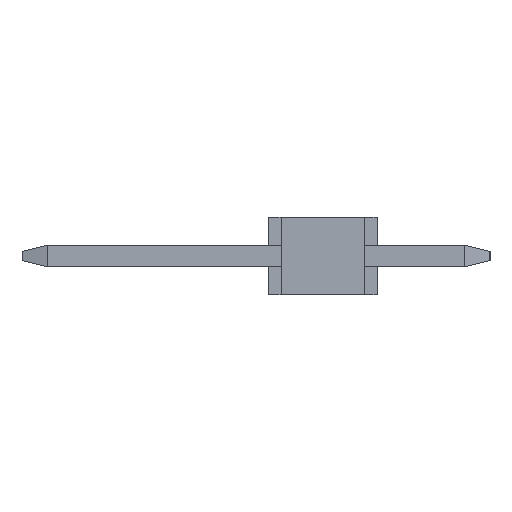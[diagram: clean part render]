
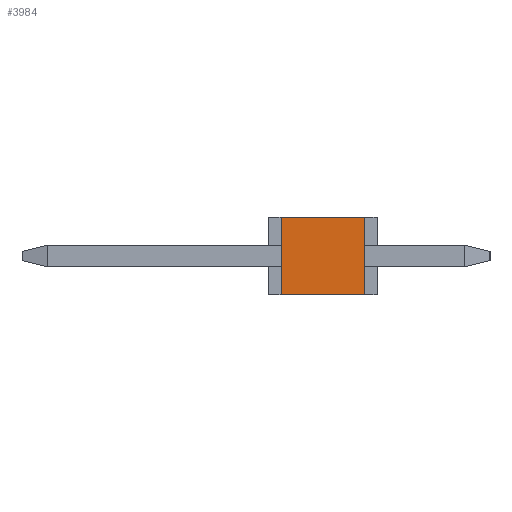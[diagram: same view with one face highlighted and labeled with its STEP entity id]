
A CAD part, left-side view. The second image highlights one B-rep face of the part: STEP entity #3984.
In plain terms, the highlighted planar face has unit normal (-1, 0, 0).
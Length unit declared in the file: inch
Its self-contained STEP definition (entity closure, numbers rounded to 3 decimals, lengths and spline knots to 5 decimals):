
#1=DIRECTION('',(0.,0.,-1.));
#2=VECTOR('',#1,0.093);
#3=CARTESIAN_POINT('',(-0.595,0.05,0.0465));
#4=LINE('',#3,#2);
#5=DIRECTION('',(0.,-1.,0.));
#6=VECTOR('',#5,0.1);
#7=CARTESIAN_POINT('',(-0.595,0.05,0.0465));
#8=LINE('',#7,#6);
#9=DIRECTION('',(0.,0.,-1.));
#10=VECTOR('',#9,0.093);
#11=CARTESIAN_POINT('',(-0.595,-0.05,0.0465));
#12=LINE('',#11,#10);
#13=DIRECTION('',(0.,1.,0.));
#14=VECTOR('',#13,0.1);
#15=CARTESIAN_POINT('',(-0.595,-0.05,-0.0465));
#16=LINE('',#15,#14);
#3033=CARTESIAN_POINT('',(-0.595,0.05,0.0465));
#3034=CARTESIAN_POINT('',(-0.595,0.05,-0.0465));
#3035=VERTEX_POINT('',#3033);
#3036=VERTEX_POINT('',#3034);
#3037=CARTESIAN_POINT('',(-0.595,-0.05,0.0465));
#3038=CARTESIAN_POINT('',(-0.595,-0.05,-0.0465));
#3039=VERTEX_POINT('',#3037);
#3040=VERTEX_POINT('',#3038);
#3969=CARTESIAN_POINT('',(-0.595,0.,0.));
#3970=DIRECTION('',(1.,0.,0.));
#3971=DIRECTION('',(0.,0.,-1.));
#3972=AXIS2_PLACEMENT_3D('',#3969,#3970,#3971);
#3973=PLANE('',#3972);
#3975=ORIENTED_EDGE('',*,*,#3974,.F.);
#3977=ORIENTED_EDGE('',*,*,#3976,.T.);
#3979=ORIENTED_EDGE('',*,*,#3978,.T.);
#3981=ORIENTED_EDGE('',*,*,#3980,.T.);
#3982=EDGE_LOOP('',(#3975,#3977,#3979,#3981));
#3983=FACE_OUTER_BOUND('',#3982,.F.);
#3984=ADVANCED_FACE('',(#3983),#3973,.F.);
#3974=EDGE_CURVE('',#3035,#3036,#4,.T.);
#3976=EDGE_CURVE('',#3035,#3039,#8,.T.);
#3978=EDGE_CURVE('',#3039,#3040,#12,.T.);
#3980=EDGE_CURVE('',#3040,#3036,#16,.T.);
